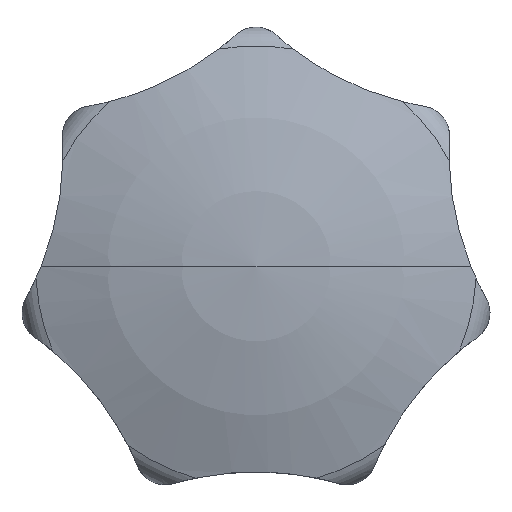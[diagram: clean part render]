
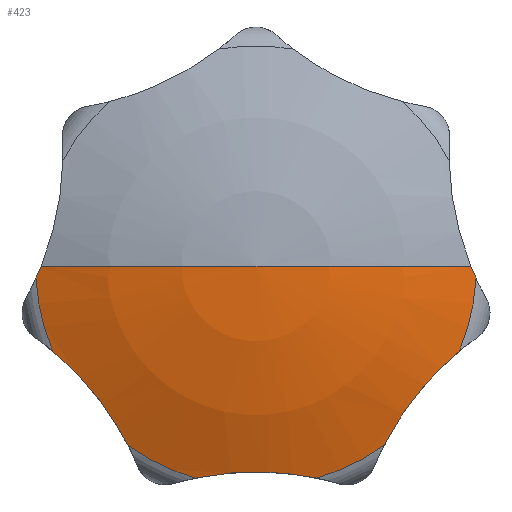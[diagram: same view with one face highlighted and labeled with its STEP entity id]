
A CAD part, top view. The second image highlights one B-rep face of the part: STEP entity #423.
In plain terms, the highlighted spherical face has radius 100 mm.
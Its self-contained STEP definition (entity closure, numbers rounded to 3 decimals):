
#321=VERTEX_POINT('',#866);
#353=EDGE_CURVE('',#447,#321,#898,.T.);
#367=VERTEX_POINT('',#914);
#423=ADVANCED_FACE('',(#976),#977,.T.);
#427=VERTEX_POINT('',#981);
#447=VERTEX_POINT('',#1002);
#509=VERTEX_POINT('',#1069);
#535=EDGE_CURVE('',#635,#641,#1095,.T.);
#613=EDGE_CURVE('',#751,#641,#1178,.T.);
#615=EDGE_CURVE('',#645,#367,#1180,.T.);
#631=VERTEX_POINT('',#1196);
#635=VERTEX_POINT('',#1200);
#639=EDGE_CURVE('',#631,#645,#1204,.T.);
#641=VERTEX_POINT('',#1206);
#645=VERTEX_POINT('',#1210);
#649=EDGE_CURVE('',#367,#427,#1214,.T.);
#699=EDGE_CURVE('',#447,#635,#1270,.T.);
#703=VERTEX_POINT('',#1274);
#707=EDGE_CURVE('',#321,#509,#1279,.T.);
#749=EDGE_CURVE('',#509,#631,#1327,.T.);
#751=VERTEX_POINT('',#1329);
#767=EDGE_CURVE('',#427,#703,#1348,.T.);
#775=EDGE_CURVE('',#703,#751,#1358,.T.);
#866=CARTESIAN_POINT('',(-36.789,-1.971,44.966));
#898=B_SPLINE_CURVE_WITH_KNOTS('',3,(#1535,#1536,#1537,#1538,#1539,#1540,#1541,#1542,#1543,#1544,#1545,#1546,#1547,#1548),.UNSPECIFIED.,.F.,.F.,(4,2,2,2,2,2,4),(72.594,74.755,78.645,82.534,86.423,90.313,92.474),.UNSPECIFIED.);
#914=CARTESIAN_POINT('',(10.108,-35.428,44.966));
#976=FACE_OUTER_BOUND('',#1704,.T.);
#977=SPHERICAL_SURFACE('',#1705,100.0);
#981=CARTESIAN_POINT('',(21.397,-29.992,44.966));
#1002=CARTESIAN_POINT('',(-35.941,0.,45.318));
#1069=CARTESIAN_POINT('',(-34.001,-14.186,44.966));
#1095=CIRCLE('',#1939,100.0);
#1178=B_SPLINE_CURVE_WITH_KNOTS('',3,(#2146,#2147,#2148,#2149,#2150,#2151,#2152,#2153,#2154,#2155,#2156,#2157,#2158,#2159),.UNSPECIFIED.,.F.,.F.,(4,2,2,2,2,2,4),(72.594,74.755,78.645,82.534,86.423,90.313,92.474),.UNSPECIFIED.);
#1180=B_SPLINE_CURVE_WITH_KNOTS('',3,(#2162,#2163,#2164,#2165,#2166,#2167,#2168,#2169,#2170,#2171,#2172,#2173,#2174,#2175),.UNSPECIFIED.,.F.,.F.,(4,2,2,2,2,2,4),(72.594,74.755,78.645,82.534,86.423,90.313,92.474),.UNSPECIFIED.);
#1196=CARTESIAN_POINT('',(-21.397,-29.992,44.966));
#1200=CARTESIAN_POINT('',(0.,0.,52.));
#1204=CIRCLE('',#2215,36.842);
#1206=CARTESIAN_POINT('',(35.941,0.,45.318));
#1210=CARTESIAN_POINT('',(-10.108,-35.428,44.966));
#1214=CIRCLE('',#2226,36.842);
#1270=CIRCLE('',#2375,100.0);
#1274=CARTESIAN_POINT('',(34.001,-14.186,44.966));
#1279=CIRCLE('',#2387,36.842);
#1327=B_SPLINE_CURVE_WITH_KNOTS('',3,(#2505,#2506,#2507,#2508,#2509,#2510,#2511,#2512,#2513,#2514,#2515,#2516,#2517,#2518),.UNSPECIFIED.,.F.,.F.,(4,2,2,2,2,2,4),(72.594,74.755,78.645,82.534,86.423,90.313,92.474),.UNSPECIFIED.);
#1329=CARTESIAN_POINT('',(36.789,-1.971,44.966));
#1348=B_SPLINE_CURVE_WITH_KNOTS('',3,(#2540,#2541,#2542,#2543,#2544,#2545,#2546,#2547,#2548,#2549,#2550,#2551,#2552,#2553),.UNSPECIFIED.,.F.,.F.,(4,2,2,2,2,2,4),(72.594,74.755,78.645,82.534,86.423,90.313,92.474),.UNSPECIFIED.);
#1358=CIRCLE('',#2564,36.842);
#1535=CARTESIAN_POINT('',(-32.291,17.738,44.966));
#1536=CARTESIAN_POINT('',(-32.306,16.993,45.103));
#1537=CARTESIAN_POINT('',(-32.338,16.248,45.224));
#1538=CARTESIAN_POINT('',(-32.475,14.168,45.523));
#1539=CARTESIAN_POINT('',(-32.617,12.837,45.665));
#1540=CARTESIAN_POINT('',(-33.002,10.212,45.853));
#1541=CARTESIAN_POINT('',(-33.245,8.918,45.898));
#1542=CARTESIAN_POINT('',(-33.822,6.39,45.898));
#1543=CARTESIAN_POINT('',(-34.164,5.118,45.853));
#1544=CARTESIAN_POINT('',(-34.956,2.586,45.665));
#1545=CARTESIAN_POINT('',(-35.406,1.326,45.523));
#1546=CARTESIAN_POINT('',(-36.186,-0.608,45.224));
#1547=CARTESIAN_POINT('',(-36.48,-1.293,45.103));
#1548=CARTESIAN_POINT('',(-36.789,-1.971,44.966));
#1704=EDGE_LOOP('',(#2808,#2809,#2810,#2811,#2812,#2813,#2814,#2815,#2816,#2817,#2818));
#1705=AXIS2_PLACEMENT_3D('',#2819,#2820,#2821);
#1939=AXIS2_PLACEMENT_3D('',#2898,#2899,#2900);
#2146=CARTESIAN_POINT('',(36.789,-1.971,44.966));
#2147=CARTESIAN_POINT('',(36.48,-1.293,45.103));
#2148=CARTESIAN_POINT('',(36.186,-0.608,45.224));
#2149=CARTESIAN_POINT('',(35.406,1.326,45.523));
#2150=CARTESIAN_POINT('',(34.956,2.586,45.665));
#2151=CARTESIAN_POINT('',(34.164,5.118,45.853));
#2152=CARTESIAN_POINT('',(33.822,6.39,45.898));
#2153=CARTESIAN_POINT('',(33.245,8.918,45.898));
#2154=CARTESIAN_POINT('',(33.002,10.212,45.853));
#2155=CARTESIAN_POINT('',(32.617,12.837,45.665));
#2156=CARTESIAN_POINT('',(32.475,14.168,45.523));
#2157=CARTESIAN_POINT('',(32.338,16.248,45.224));
#2158=CARTESIAN_POINT('',(32.306,16.993,45.103));
#2159=CARTESIAN_POINT('',(32.291,17.738,44.966));
#2162=CARTESIAN_POINT('',(-10.108,-35.428,44.966));
#2163=CARTESIAN_POINT('',(-9.378,-35.278,45.103));
#2164=CARTESIAN_POINT('',(-8.645,-35.143,45.224));
#2165=CARTESIAN_POINT('',(-6.586,-34.813,45.523));
#2166=CARTESIAN_POINT('',(-5.257,-34.655,45.665));
#2167=CARTESIAN_POINT('',(-2.612,-34.447,45.853));
#2168=CARTESIAN_POINT('',(-1.296,-34.396,45.898));
#2169=CARTESIAN_POINT('',(1.296,-34.396,45.898));
#2170=CARTESIAN_POINT('',(2.612,-34.447,45.853));
#2171=CARTESIAN_POINT('',(5.257,-34.655,45.665));
#2172=CARTESIAN_POINT('',(6.586,-34.813,45.523));
#2173=CARTESIAN_POINT('',(8.645,-35.143,45.224));
#2174=CARTESIAN_POINT('',(9.378,-35.278,45.103));
#2175=CARTESIAN_POINT('',(10.108,-35.428,44.966));
#2215=AXIS2_PLACEMENT_3D('',#2966,#2967,#2968);
#2226=AXIS2_PLACEMENT_3D('',#2973,#2974,#2975);
#2375=AXIS2_PLACEMENT_3D('',#3035,#3036,#3037);
#2387=AXIS2_PLACEMENT_3D('',#3049,#3050,#3051);
#2505=CARTESIAN_POINT('',(-34.001,-14.186,44.966));
#2506=CARTESIAN_POINT('',(-33.428,-14.663,45.103));
#2507=CARTESIAN_POINT('',(-32.866,-15.153,45.224));
#2508=CARTESIAN_POINT('',(-31.325,-16.557,45.523));
#2509=CARTESIAN_POINT('',(-30.372,-17.497,45.665));
#2510=CARTESIAN_POINT('',(-28.56,-19.435,45.853));
#2511=CARTESIAN_POINT('',(-27.7,-20.432,45.898));
#2512=CARTESIAN_POINT('',(-26.083,-22.459,45.898));
#2513=CARTESIAN_POINT('',(-25.303,-23.519,45.853));
#2514=CARTESIAN_POINT('',(-23.817,-25.717,45.665));
#2515=CARTESIAN_POINT('',(-23.112,-26.855,45.523));
#2516=CARTESIAN_POINT('',(-22.086,-28.67,45.224));
#2517=CARTESIAN_POINT('',(-21.734,-29.328,45.103));
#2518=CARTESIAN_POINT('',(-21.397,-29.992,44.966));
#2540=CARTESIAN_POINT('',(21.397,-29.992,44.966));
#2541=CARTESIAN_POINT('',(21.734,-29.328,45.103));
#2542=CARTESIAN_POINT('',(22.086,-28.67,45.224));
#2543=CARTESIAN_POINT('',(23.112,-26.855,45.523));
#2544=CARTESIAN_POINT('',(23.817,-25.717,45.665));
#2545=CARTESIAN_POINT('',(25.303,-23.519,45.853));
#2546=CARTESIAN_POINT('',(26.083,-22.459,45.898));
#2547=CARTESIAN_POINT('',(27.7,-20.432,45.898));
#2548=CARTESIAN_POINT('',(28.56,-19.435,45.853));
#2549=CARTESIAN_POINT('',(30.372,-17.497,45.665));
#2550=CARTESIAN_POINT('',(31.325,-16.557,45.523));
#2551=CARTESIAN_POINT('',(32.866,-15.153,45.224));
#2552=CARTESIAN_POINT('',(33.428,-14.663,45.103));
#2553=CARTESIAN_POINT('',(34.001,-14.186,44.966));
#2564=AXIS2_PLACEMENT_3D('',#3157,#3158,#3159);
#2808=ORIENTED_EDGE('',*,*,#699,.F.);
#2809=ORIENTED_EDGE('',*,*,#353,.T.);
#2810=ORIENTED_EDGE('',*,*,#707,.T.);
#2811=ORIENTED_EDGE('',*,*,#749,.T.);
#2812=ORIENTED_EDGE('',*,*,#639,.T.);
#2813=ORIENTED_EDGE('',*,*,#615,.T.);
#2814=ORIENTED_EDGE('',*,*,#649,.T.);
#2815=ORIENTED_EDGE('',*,*,#767,.T.);
#2816=ORIENTED_EDGE('',*,*,#775,.T.);
#2817=ORIENTED_EDGE('',*,*,#613,.T.);
#2818=ORIENTED_EDGE('',*,*,#535,.F.);
#2819=CARTESIAN_POINT('',(0.,0.,-48.));
#2820=DIRECTION('',(0.,0.,1.0));
#2821=DIRECTION('',(-1.0,0.,0.0));
#2898=CARTESIAN_POINT('',(0.,0.,-48.));
#2899=DIRECTION('',(0.,1.0,0.));
#2900=DIRECTION('',(0.0,0.,-1.0));
#2966=CARTESIAN_POINT('',(0.,0.,44.966));
#2967=DIRECTION('',(0.,0.,1.0));
#2968=DIRECTION('',(1.0,0.,0.));
#2973=CARTESIAN_POINT('',(0.,0.,44.966));
#2974=DIRECTION('',(0.,0.,1.0));
#2975=DIRECTION('',(1.0,0.,0.));
#3035=CARTESIAN_POINT('',(0.,0.,-48.));
#3036=DIRECTION('',(0.,1.0,0.));
#3037=DIRECTION('',(0.0,0.,-1.0));
#3049=CARTESIAN_POINT('',(0.,0.,44.966));
#3050=DIRECTION('',(0.,0.,1.0));
#3051=DIRECTION('',(1.0,0.,0.));
#3157=CARTESIAN_POINT('',(0.,0.,44.966));
#3158=DIRECTION('',(0.,0.,1.0));
#3159=DIRECTION('',(1.0,0.,0.));
